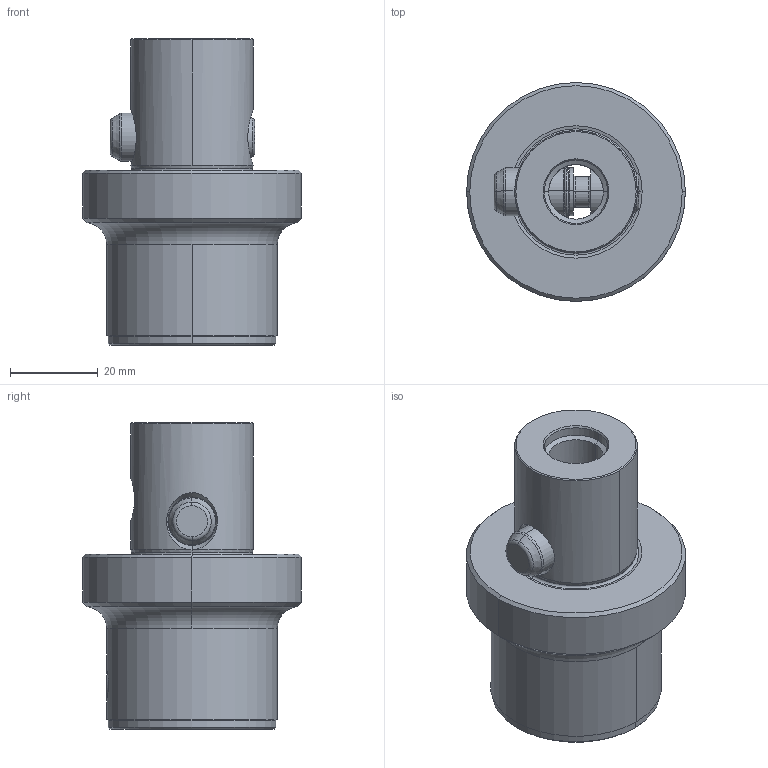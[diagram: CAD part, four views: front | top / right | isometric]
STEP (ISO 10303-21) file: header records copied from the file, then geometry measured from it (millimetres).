
FILE_DESCRIPTION(('no description'),'unknown implementation level');
FILE_NAME('0F7AA0D8-1344-4B96-88A8-A276435F8C10_export.stp',' ',('CIMSOURCE GmbH'),('CADClick - KiM GmbH - www.kimweb.de'),'unknown preprocess','ACIS','unknown authorization');
FILE_SCHEMA(('automotive_design'));
Length unit declared in the file: millimetre
Products named in the file (4): 332.541 Kaiser CKS5 X CK4 X 70B|690.434 Kaiser ETL M8 X 11 CK4_Standard;NONE; 332.541 Kaiser CKS5 X CK4 X 70B|332.541 Kaiser CKS5 X CK4 X 70B_Standard;NONE; 332.541 Kaiser CKS5 X CK4 X 70B|691.505 Kaiser ETL �11 X 33K_Standard|693.304 Sprengring_Standard;NONE; 332.541 Kaiser CKS5 X CK4 X 70B|691.505 Kaiser ETL �11 X 33K_Standard|691.525 Mitnehmerbolzen_Standard;NONE
Bounding box: 50 x 50 x 70 mm (x, y, z)
Volume: 59947.6 mm3; surface area: 17786.2 mm2
Topology: 4 solids, 4 shells, 169 faces, 394 edges, 231 vertices
Faces by surface type: cone 50, cylinder 49, plane 41, torus 26, bspline 3
Entity records: 10362 total; most frequent: CARTESIAN_POINT 1919, DIRECTION 884, STYLED_ITEM 794, PRESENTATION_STYLE_ASSIGNMENT 794, COLOUR_RGB 794, ORIENTED_EDGE 780, EDGE_CURVE 390, CURVE_STYLE 390
